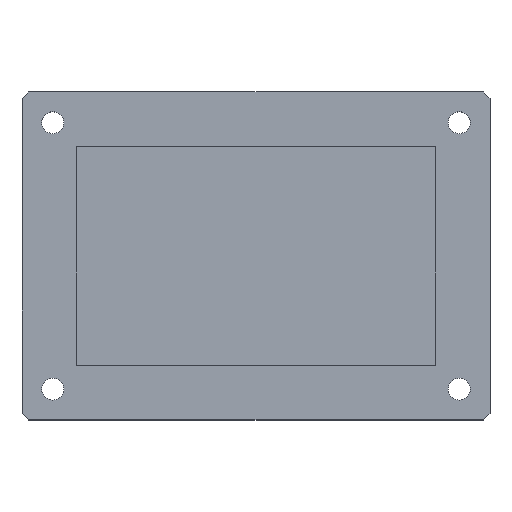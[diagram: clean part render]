
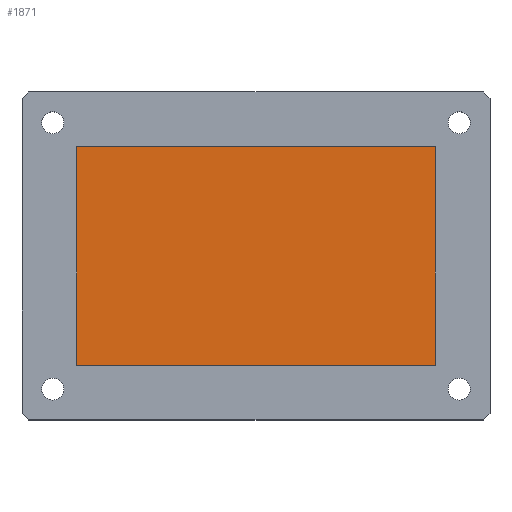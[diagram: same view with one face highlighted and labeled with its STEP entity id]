
A CAD part, top view. The second image highlights one B-rep face of the part: STEP entity #1871.
In plain terms, the highlighted planar face has unit normal (0, 0, 1).
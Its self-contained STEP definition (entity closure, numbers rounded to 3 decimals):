
#1780 = VERTEX_POINT('',#1781);
#1781 = CARTESIAN_POINT('',(0.,0.,0.));
#1789 = VERTEX_POINT('',#1790);
#1790 = CARTESIAN_POINT('',(52.5,0.,0.));
#1796 = EDGE_CURVE('',#1780,#1789,#1797,.T.);
#1797 = LINE('',#1798,#1799);
#1798 = CARTESIAN_POINT('',(0.,0.,0.));
#1799 = VECTOR('',#1800,1.);
#1800 = DIRECTION('',(1.,0.,0.));
#1811 = VERTEX_POINT('',#1812);
#1812 = CARTESIAN_POINT('',(0.,32.,0.));
#1820 = EDGE_CURVE('',#1811,#1780,#1821,.T.);
#1821 = LINE('',#1822,#1823);
#1822 = CARTESIAN_POINT('',(0.,32.,0.));
#1823 = VECTOR('',#1824,1.);
#1824 = DIRECTION('',(0.,-1.,0.));
#1837 = VERTEX_POINT('',#1838);
#1838 = CARTESIAN_POINT('',(52.5,32.,0.));
#1844 = EDGE_CURVE('',#1789,#1837,#1845,.T.);
#1845 = LINE('',#1846,#1847);
#1846 = CARTESIAN_POINT('',(52.5,0.,0.));
#1847 = VECTOR('',#1848,1.);
#1848 = DIRECTION('',(0.,1.,0.));
#1861 = EDGE_CURVE('',#1837,#1811,#1862,.T.);
#1862 = LINE('',#1863,#1864);
#1863 = CARTESIAN_POINT('',(52.5,32.,0.));
#1864 = VECTOR('',#1865,1.);
#1865 = DIRECTION('',(-1.,0.,0.));
#1871 = ADVANCED_FACE('',(#1872),#1878,.T.);
#1872 = FACE_BOUND('',#1873,.T.);
#1873 = EDGE_LOOP('',(#1874,#1875,#1876,#1877));
#1874 = ORIENTED_EDGE('',*,*,#1820,.T.);
#1875 = ORIENTED_EDGE('',*,*,#1796,.T.);
#1876 = ORIENTED_EDGE('',*,*,#1844,.T.);
#1877 = ORIENTED_EDGE('',*,*,#1861,.T.);
#1878 = PLANE('',#1879);
#1879 = AXIS2_PLACEMENT_3D('',#1880,#1881,#1882);
#1880 = CARTESIAN_POINT('',(26.25,16.,0.));
#1881 = DIRECTION('',(0.,0.,1.));
#1882 = DIRECTION('',(1.,0.,0.));
